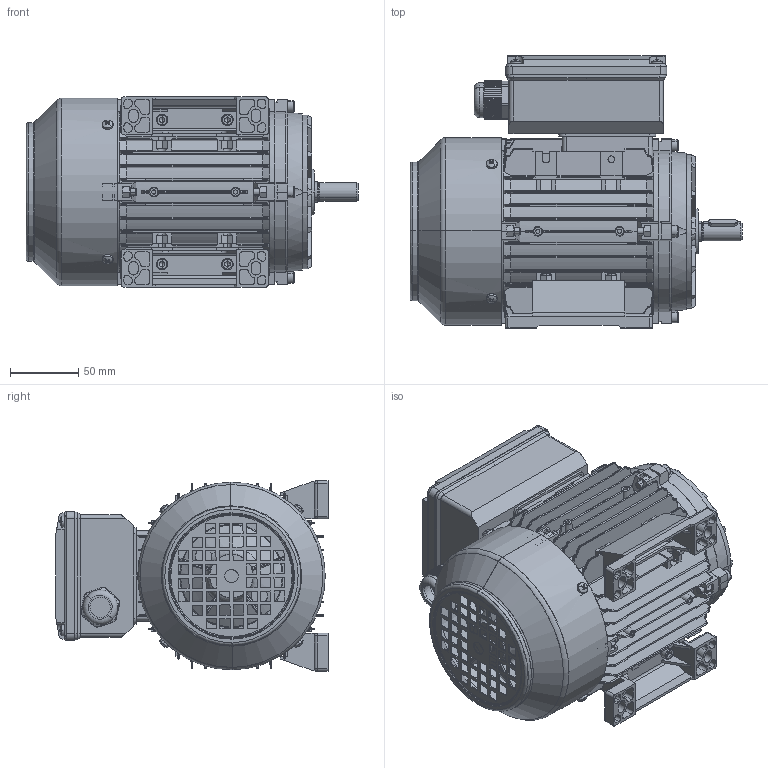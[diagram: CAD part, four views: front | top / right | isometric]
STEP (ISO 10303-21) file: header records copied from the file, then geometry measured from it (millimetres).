
FILE_DESCRIPTION (( 'STEP AP203' ), '1' );
FILE_NAME ('MY2 71 B3 臏源.STEP', '2024-09-04T02:02:06', ( '' ), ( '' ), 'SwSTEP 2.0', 'SolidWorks 2023', '' );
FILE_SCHEMA (( 'CONFIG_CONTROL_DESIGN' ));
Length unit declared in the file: millimetre
Products named in the file (18): TAN71 前盖; M20×1.5螺套; hexagon socket head cap screws gb_GB_FASTENER_SCREWS_HSHCS M5X16-N; TAN71 机壳; cross recessed pan head screws gb_GB_CROSS_SCREWS_TYPE1 M4X12-12  H type-N; plain parallel keys_GB_CONNECTING_PIECE_KEYS_CSK 5X22; (MY2 63-71)MY63-71接线盒座(铝) 方; TAN71 底脚; T71转轴; cross recessed thread forming screws gb_GB_CROSS_SCREWS_TYPE138 M4X10-N; MY2 71 B3 铝方; hexagon nuts grade c gb_GB_FASTENER_NUT_SNC1 M5-N; TAN71 后盖; (MY2 63-71)MY63-71接线盒总成 (铝) 方; (MY2 63-71)MY63-71接线盒盖(铝) 方; TA71风罩; hexagon socket head cap screws gb_GB_FASTENER_SCREWS_HSHCS M5X25-N; MS71 风叶
Assembly tree (45 placements, depth 3):
  MY2 71 B3 铝方
    TAN71 机壳
    TAN71 后盖
    TAN71 底脚  x2
    T71转轴
    TA71风罩
    TAN71 前盖
    MS71 风叶
    hexagon nuts grade c gb_GB_FASTENER_NUT_SNC1 M5-N  x12
    hexagon socket head cap screws gb_GB_FASTENER_SCREWS_HSHCS M5X25-N  x8
    cross recessed thread forming screws gb_GB_CROSS_SCREWS_TYPE138 M4X10-N  x4
    hexagon socket head cap screws gb_GB_FASTENER_SCREWS_HSHCS M5X16-N  x4
    plain parallel keys_GB_CONNECTING_PIECE_KEYS_CSK 5X22
    (MY2 63-71)MY63-71接线盒总成 (铝) 方
      (MY2 63-71)MY63-71接线盒座(铝) 方
      (MY2 63-71)MY63-71接线盒盖(铝) 方
      cross recessed pan head screws gb_GB_CROSS_SCREWS_TYPE1 M4X12-12  H type-N  x4
      M20×1.5螺套
Bounding box: 244 x 200 x 140 mm (x, y, z)
Volume: 674096.9 mm3; surface area: 538381.7 mm2
Topology: 44 solids, 44 shells, 4541 faces, 11713 edges, 7319 vertices
Faces by surface type: plane 2219, cylinder 1201, bspline 560, cone 401, torus 124, sphere 36
Entity records: 136205 total; most frequent: CARTESIAN_POINT 44658, ORIENTED_EDGE 19912, DIRECTION 16871, EDGE_CURVE 9956, VERTEX_POINT 6249, AXIS2_PLACEMENT_3D 5850, VECTOR 5171, LINE 5171
